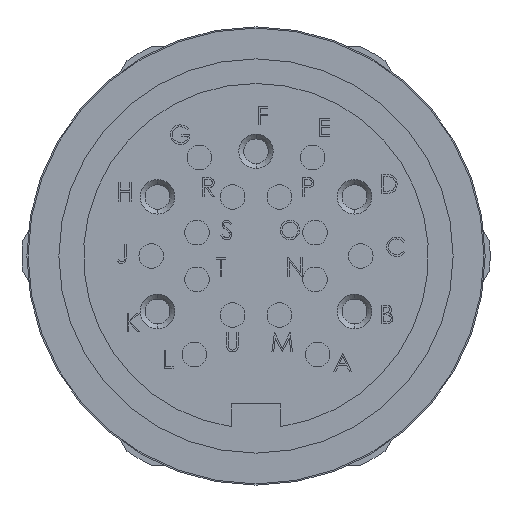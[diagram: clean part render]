
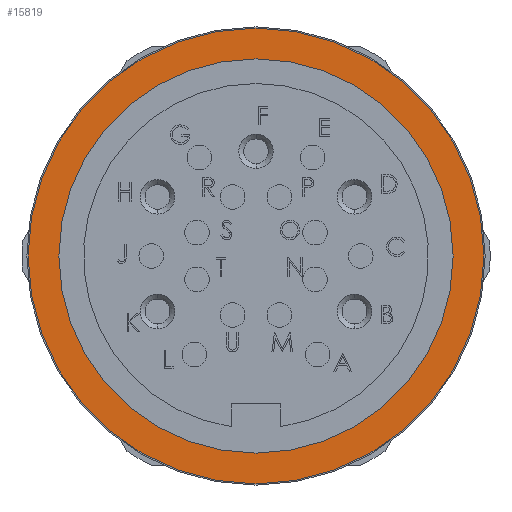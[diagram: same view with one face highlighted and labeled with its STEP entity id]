
A CAD part, front view. The second image highlights one B-rep face of the part: STEP entity #15819.
In plain terms, the highlighted planar face has unit normal (0, -1, 0).
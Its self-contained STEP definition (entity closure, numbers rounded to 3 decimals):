
#754 = EDGE_CURVE ( 'NONE', #5367, #10824, #10542, .T. ) ;
#1040 = EDGE_LOOP ( 'NONE', ( #9638, #11549 ) ) ;
#1266 = CARTESIAN_POINT ( 'NONE',  ( 0., -30., 9.25 ) ) ;
#1521 = DIRECTION ( 'NONE',  ( 0., 0., -1. ) ) ;
#1797 = EDGE_CURVE ( 'NONE', #10824, #5367, #6005, .T. ) ;
#2274 = CARTESIAN_POINT ( 'NONE',  ( 0., -30., -9.25 ) ) ;
#2425 = VERTEX_POINT ( 'NONE', #5277 ) ;
#2852 = DIRECTION ( 'NONE',  ( 0., 0., 1. ) ) ;
#3257 = EDGE_CURVE ( 'NONE', #2425, #7405, #16260, .T. ) ;
#3528 = AXIS2_PLACEMENT_3D ( 'NONE', #15836, #4788, #14249 ) ;
#4209 = FACE_BOUND ( 'NONE', #17394, .T. ) ;
#4292 = CARTESIAN_POINT ( 'NONE',  ( 0., -30., 0. ) ) ;
#4470 = DIRECTION ( 'NONE',  ( 0., 1., 0. ) ) ;
#4788 = DIRECTION ( 'NONE',  ( 0., 1., 0. ) ) ;
#4901 = AXIS2_PLACEMENT_3D ( 'NONE', #12603, #16397, #2852 ) ;
#5024 = CIRCLE ( 'NONE', #14910, 8. ) ;
#5277 = CARTESIAN_POINT ( 'NONE',  ( 0., -30., -8. ) ) ;
#5367 = VERTEX_POINT ( 'NONE', #1266 ) ;
#5424 = EDGE_CURVE ( 'NONE', #7405, #2425, #5024, .T. ) ;
#6005 = CIRCLE ( 'NONE', #4901, 9.25 ) ;
#7405 = VERTEX_POINT ( 'NONE', #9595 ) ;
#8283 = CARTESIAN_POINT ( 'NONE',  ( 0., -30., 8.625 ) ) ;
#8636 = DIRECTION ( 'NONE',  ( 0., 0., 1. ) ) ;
#9595 = CARTESIAN_POINT ( 'NONE',  ( 0., -30., 8. ) ) ;
#9638 = ORIENTED_EDGE ( 'NONE', *, *, #754, .F. ) ;
#10202 = AXIS2_PLACEMENT_3D ( 'NONE', #8283, #13668, #1521 ) ;
#10239 = AXIS2_PLACEMENT_3D ( 'NONE', #10478, #14607, #11702 ) ;
#10366 = ORIENTED_EDGE ( 'NONE', *, *, #5424, .T. ) ;
#10478 = CARTESIAN_POINT ( 'NONE',  ( 0., -30., 0. ) ) ;
#10542 = CIRCLE ( 'NONE', #10239, 9.25 ) ;
#10824 = VERTEX_POINT ( 'NONE', #2274 ) ;
#11549 = ORIENTED_EDGE ( 'NONE', *, *, #1797, .F. ) ;
#11702 = DIRECTION ( 'NONE',  ( 0., 0., 1. ) ) ;
#12603 = CARTESIAN_POINT ( 'NONE',  ( 0., -30., 0. ) ) ;
#13668 = DIRECTION ( 'NONE',  ( 0., -1., 0. ) ) ;
#14249 = DIRECTION ( 'NONE',  ( 0., 0., 1. ) ) ;
#14607 = DIRECTION ( 'NONE',  ( 0., 1., 0. ) ) ;
#14813 = PLANE ( 'NONE',  #10202 ) ;
#14910 = AXIS2_PLACEMENT_3D ( 'NONE', #4292, #4470, #8636 ) ;
#15080 = FACE_OUTER_BOUND ( 'NONE', #1040, .T. ) ;
#15819 = ADVANCED_FACE ( 'NONE', ( #4209, #15080 ), #14813, .T. ) ;
#15836 = CARTESIAN_POINT ( 'NONE',  ( 0., -30., 0. ) ) ;
#16260 = CIRCLE ( 'NONE', #3528, 8. ) ;
#16397 = DIRECTION ( 'NONE',  ( 0., 1., 0. ) ) ;
#17245 = ORIENTED_EDGE ( 'NONE', *, *, #3257, .T. ) ;
#17394 = EDGE_LOOP ( 'NONE', ( #10366, #17245 ) ) ;
